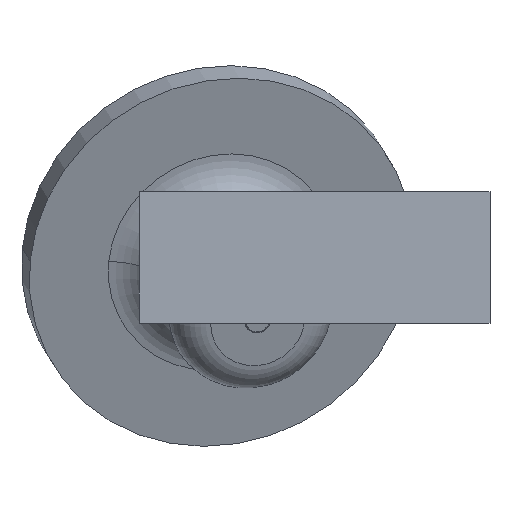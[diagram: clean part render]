
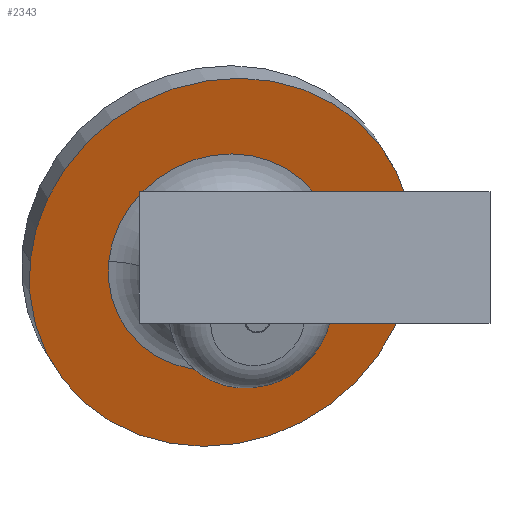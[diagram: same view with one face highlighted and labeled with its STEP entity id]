
A CAD part, front view. The second image highlights one B-rep face of the part: STEP entity #2343.
In plain terms, the highlighted face is planar.
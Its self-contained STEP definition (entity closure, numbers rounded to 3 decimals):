
#80 = DIRECTION ( 'NONE',  ( 0., 1., 0. ) ) ;
#256 = EDGE_LOOP ( 'NONE', ( #1275, #2180 ) ) ;
#320 = DIRECTION ( 'NONE',  ( -1., 0., 0. ) ) ;
#361 = DIRECTION ( 'NONE',  ( 0., 1., 0. ) ) ;
#404 = EDGE_CURVE ( 'NONE', #1395, #890, #900, .T. ) ;
#445 = EDGE_CURVE ( 'NONE', #1323, #775, #845, .T. ) ;
#506 = DIRECTION ( 'NONE',  ( 0., 1., 0. ) ) ;
#639 = DIRECTION ( 'NONE',  ( 0., 1., 0. ) ) ;
#775 = VERTEX_POINT ( 'NONE', #2969 ) ;
#845 = CIRCLE ( 'NONE', #1923, 45. ) ;
#890 = VERTEX_POINT ( 'NONE', #2182 ) ;
#900 = CIRCLE ( 'NONE', #2962, 26.497 ) ;
#904 = CARTESIAN_POINT ( 'NONE',  ( 0., -4., 0. ) ) ;
#905 = AXIS2_PLACEMENT_3D ( 'NONE', #995, #1318, #1333 ) ;
#995 = CARTESIAN_POINT ( 'NONE',  ( -26.497, -4., 0. ) ) ;
#1051 = ORIENTED_EDGE ( 'NONE', *, *, #445, .F. ) ;
#1176 = AXIS2_PLACEMENT_3D ( 'NONE', #1396, #80, #320 ) ;
#1275 = ORIENTED_EDGE ( 'NONE', *, *, #1460, .T. ) ;
#1318 = DIRECTION ( 'NONE',  ( 0., -1., 0. ) ) ;
#1323 = VERTEX_POINT ( 'NONE', #3473 ) ;
#1333 = DIRECTION ( 'NONE',  ( 1., 0., 0. ) ) ;
#1352 = PLANE ( 'NONE',  #905 ) ;
#1395 = VERTEX_POINT ( 'NONE', #1971 ) ;
#1396 = CARTESIAN_POINT ( 'NONE',  ( 0., -4., 0. ) ) ;
#1460 = EDGE_CURVE ( 'NONE', #890, #1395, #1640, .T. ) ;
#1578 = AXIS2_PLACEMENT_3D ( 'NONE', #2058, #361, #2841 ) ;
#1640 = CIRCLE ( 'NONE', #1578, 26.497 ) ;
#1878 = EDGE_LOOP ( 'NONE', ( #2913, #1051 ) ) ;
#1923 = AXIS2_PLACEMENT_3D ( 'NONE', #904, #639, #2020 ) ;
#1971 = CARTESIAN_POINT ( 'NONE',  ( 26.497, -4., 0. ) ) ;
#2020 = DIRECTION ( 'NONE',  ( -1., 0., 0. ) ) ;
#2058 = CARTESIAN_POINT ( 'NONE',  ( 0., -4., 0. ) ) ;
#2180 = ORIENTED_EDGE ( 'NONE', *, *, #404, .T. ) ;
#2182 = CARTESIAN_POINT ( 'NONE',  ( -26.497, -4., 0. ) ) ;
#2222 = DIRECTION ( 'NONE',  ( -1., 0., 0. ) ) ;
#2343 = ADVANCED_FACE ( 'NONE', ( #2971, #2743 ), #1352, .T. ) ;
#2536 = EDGE_CURVE ( 'NONE', #775, #1323, #3595, .T. ) ;
#2743 = FACE_OUTER_BOUND ( 'NONE', #1878, .T. ) ;
#2841 = DIRECTION ( 'NONE',  ( -1., 0., 0. ) ) ;
#2913 = ORIENTED_EDGE ( 'NONE', *, *, #2536, .F. ) ;
#2962 = AXIS2_PLACEMENT_3D ( 'NONE', #3288, #506, #2222 ) ;
#2969 = CARTESIAN_POINT ( 'NONE',  ( -45., -4., 0. ) ) ;
#2971 = FACE_BOUND ( 'NONE', #256, .T. ) ;
#3288 = CARTESIAN_POINT ( 'NONE',  ( 0., -4., 0. ) ) ;
#3473 = CARTESIAN_POINT ( 'NONE',  ( 45., -4., 0. ) ) ;
#3595 = CIRCLE ( 'NONE', #1176, 45. ) ;
